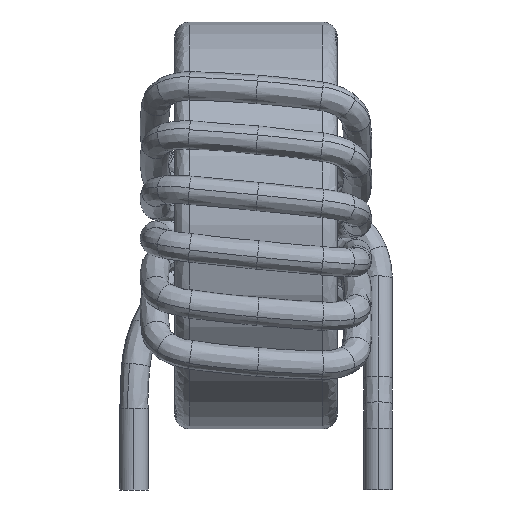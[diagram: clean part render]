
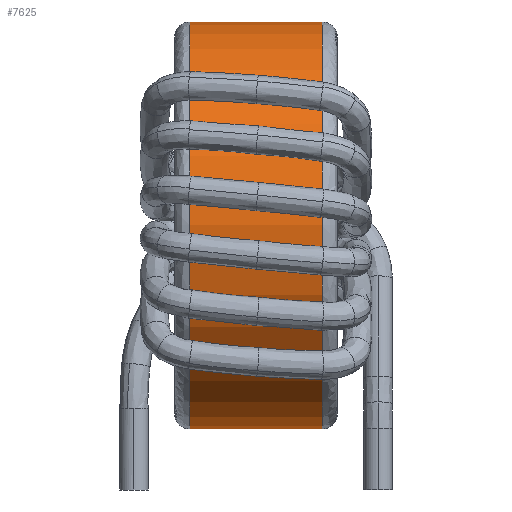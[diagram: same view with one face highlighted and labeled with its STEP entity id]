
A CAD part, left-side view. The second image highlights one B-rep face of the part: STEP entity #7625.
In plain terms, the highlighted cylindrical face has radius 10 mm (diameter 20 mm), a partial arc.
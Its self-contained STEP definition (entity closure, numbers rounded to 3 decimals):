
#7359 = VERTEX_POINT ( 'NONE', #16678 ) ;
#7360 = VERTEX_POINT ( 'NONE', #16679 ) ;
#7361 = VERTEX_POINT ( 'NONE', #16680 ) ;
#7362 = VERTEX_POINT ( 'NONE', #16681 ) ;
#7540 = EDGE_CURVE ( 'NONE', #7360, #7359, #17045, .T. ) ;
#7543 = EDGE_CURVE ( 'NONE', #7361, #7362, #17051, .T. ) ;
#7554 = EDGE_CURVE ( 'NONE', #7361, #7359, #17169, .T. ) ;
#7557 = EDGE_CURVE ( 'NONE', #7362, #7360, #17170, .T. ) ;
#7625 = ADVANCED_FACE ( 'NONE', ( #18849 ), #18853, .T. ) ;
#8209 = ORIENTED_EDGE ( 'NONE', *, *, #7540, .T. ) ;
#8210 = ORIENTED_EDGE ( 'NONE', *, *, #7554, .F. ) ;
#8211 = ORIENTED_EDGE ( 'NONE', *, *, #7543, .T. ) ;
#8212 = ORIENTED_EDGE ( 'NONE', *, *, #7557, .T. ) ;
#8242 = EDGE_LOOP ( 'NONE', ( #8210, #8211, #8212, #8209 ) ) ;
#16678 = CARTESIAN_POINT ( 'NONE',  ( 4., 2.75, 25. ) ) ;
#16679 = CARTESIAN_POINT ( 'NONE',  ( 4., 2.75, 5. ) ) ;
#16680 = CARTESIAN_POINT ( 'NONE',  ( 4., 9.25, 25. ) ) ;
#16681 = CARTESIAN_POINT ( 'NONE',  ( 4., 9.25, 5. ) ) ;
#16819 = CARTESIAN_POINT ( 'NONE',  ( 4., 2.75, 15. ) ) ;
#16820 = DIRECTION ( 'NONE',  ( 0., 1., 0. ) ) ;
#16821 = DIRECTION ( 'NONE',  ( 0., 0., -1. ) ) ;
#16828 = CARTESIAN_POINT ( 'NONE',  ( 4., 9.25, 15. ) ) ;
#16829 = DIRECTION ( 'NONE',  ( 0., -1., 0. ) ) ;
#16830 = DIRECTION ( 'NONE',  ( 0., 0., -1. ) ) ;
#16944 = CARTESIAN_POINT ( 'NONE',  ( 4., 10., 25. ) ) ;
#16945 = DIRECTION ( 'NONE',  ( 0., -1., 0. ) ) ;
#16952 = CARTESIAN_POINT ( 'NONE',  ( 4., 10., 5. ) ) ;
#16953 = DIRECTION ( 'NONE',  ( 0., -1., 0. ) ) ;
#17045 = CIRCLE ( 'NONE', #17046, 10. ) ;
#17046 = AXIS2_PLACEMENT_3D ( 'NONE', #16819, #16820, #16821 ) ;
#17051 = CIRCLE ( 'NONE', #17052, 10. ) ;
#17052 = AXIS2_PLACEMENT_3D ( 'NONE', #16828, #16829, #16830 ) ;
#17068 = VECTOR ( 'NONE', #16945, 1000. ) ;
#17071 = VECTOR ( 'NONE', #16953, 1000. ) ;
#17169 = LINE ( 'NONE', #16944, #17068 ) ;
#17170 = LINE ( 'NONE', #16952, #17071 ) ;
#18849 = FACE_OUTER_BOUND ( 'NONE', #8242, .T. ) ;
#18853 = CYLINDRICAL_SURFACE ( 'NONE', #19165, 10. ) ;
#19092 = CARTESIAN_POINT ( 'NONE',  ( 4., 10., 15. ) ) ;
#19093 = DIRECTION ( 'NONE',  ( 0., -1., 0. ) ) ;
#19094 = DIRECTION ( 'NONE',  ( 0., 0., -1. ) ) ;
#19165 = AXIS2_PLACEMENT_3D ( 'NONE', #19092, #19093, #19094 ) ;
